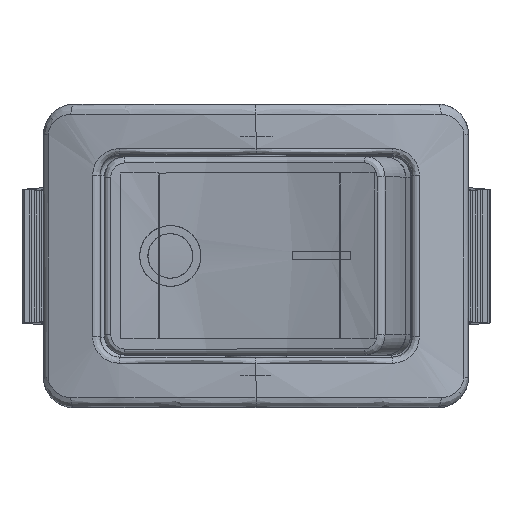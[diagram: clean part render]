
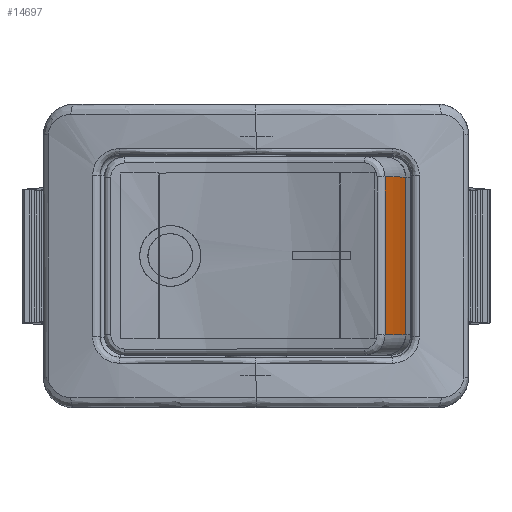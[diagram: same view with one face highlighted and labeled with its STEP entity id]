
A CAD part, top view. The second image highlights one B-rep face of the part: STEP entity #14697.
In plain terms, the highlighted cylindrical face has radius 17.48 mm (diameter 34.96 mm), a partial arc.
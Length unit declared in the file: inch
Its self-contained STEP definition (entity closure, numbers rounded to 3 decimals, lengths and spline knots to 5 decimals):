
#323=CYLINDRICAL_SURFACE('',#15771,0.68819);
#833=FACE_OUTER_BOUND('',#1685,.T.);
#1685=EDGE_LOOP('',(#10746,#10747,#10748,#10749));
#2540=CIRCLE('',#15759,0.68819);
#2548=CIRCLE('',#15772,0.68819);
#3039=LINE('',#22833,#4552);
#3065=LINE('',#23251,#4578);
#4552=VECTOR('',#17710,0.3937);
#4578=VECTOR('',#17820,0.30709);
#6260=VERTEX_POINT('',#22812);
#6263=VERTEX_POINT('',#22827);
#6288=VERTEX_POINT('',#23154);
#6298=VERTEX_POINT('',#23238);
#7892=EDGE_CURVE('',#6260,#6263,#3039,.T.);
#7932=EDGE_CURVE('',#6260,#6288,#2540,.T.);
#7949=EDGE_CURVE('',#6288,#6298,#3065,.T.);
#7950=EDGE_CURVE('',#6298,#6263,#2548,.T.);
#10746=ORIENTED_EDGE('',*,*,#7892,.F.);
#10747=ORIENTED_EDGE('',*,*,#7932,.T.);
#10748=ORIENTED_EDGE('',*,*,#7949,.T.);
#10749=ORIENTED_EDGE('',*,*,#7950,.T.);
#14697=ADVANCED_FACE('',(#833),#323,.T.);
#15759=AXIS2_PLACEMENT_3D('',#23167,#17788,#17789);
#15771=AXIS2_PLACEMENT_3D('',#23252,#17821,#17822);
#15772=AXIS2_PLACEMENT_3D('',#23253,#17823,#17824);
#17710=DIRECTION('',(0.,-1.,0.));
#17788=DIRECTION('center_axis',(0.,-1.,0.));
#17789=DIRECTION('ref_axis',(0.97,0.,0.242));
#17820=DIRECTION('',(0.,-1.,0.));
#17821=DIRECTION('center_axis',(0.,-1.,0.));
#17822=DIRECTION('ref_axis',(0.982,0.,0.191));
#17823=DIRECTION('center_axis',(0.,1.,0.));
#17824=DIRECTION('ref_axis',(0.912,0.,0.41));
#22812=CARTESIAN_POINT('',(0.2905,0.15354,0.61141));
#22827=CARTESIAN_POINT('',(0.2905,-0.15354,0.61141));
#22833=CARTESIAN_POINT('',(0.2905,0.19291,0.61141));
#23154=CARTESIAN_POINT('',(0.25112,0.15354,0.72452));
#23167=CARTESIAN_POINT('Origin',(-0.37665,0.15354,0.44253));
#23238=CARTESIAN_POINT('',(0.25112,-0.15354,0.72452));
#23251=CARTESIAN_POINT('',(0.25112,0.15354,0.72452));
#23252=CARTESIAN_POINT('Origin',(-0.37665,0.19291,0.44253));
#23253=CARTESIAN_POINT('Origin',(-0.37665,-0.15354,
0.44253));
